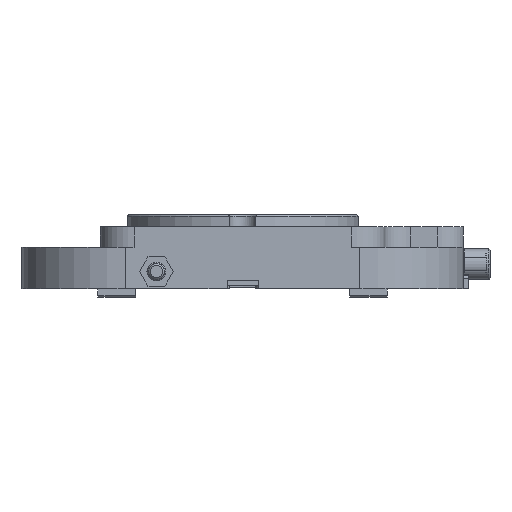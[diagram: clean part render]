
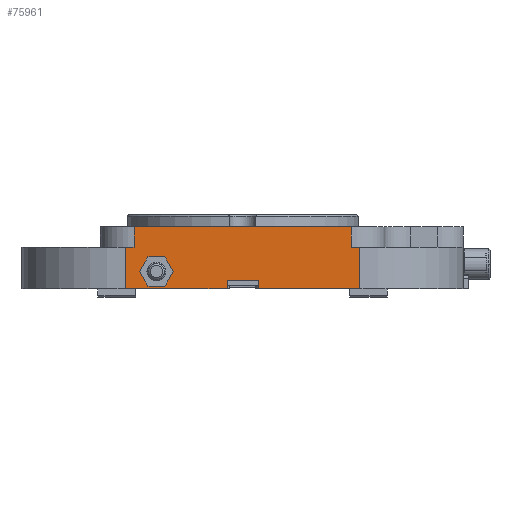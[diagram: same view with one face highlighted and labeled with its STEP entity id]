
A CAD part, front view. The second image highlights one B-rep face of the part: STEP entity #75961.
In plain terms, the highlighted planar face has unit normal (0, -1, 0).
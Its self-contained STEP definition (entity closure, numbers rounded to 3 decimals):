
#6237=LINE('',#138829,#11984);
#6274=LINE('',#138920,#12021);
#6279=LINE('',#138938,#12026);
#6280=LINE('',#138940,#12027);
#6295=LINE('',#138998,#12042);
#6437=LINE('',#139418,#12184);
#6438=LINE('',#139420,#12185);
#6439=LINE('',#139422,#12186);
#6440=LINE('',#139423,#12187);
#6441=LINE('',#139424,#12188);
#6442=LINE('',#139425,#12189);
#6443=LINE('',#139426,#12190);
#6444=LINE('',#139429,#12191);
#6445=LINE('',#139431,#12192);
#6446=LINE('',#139433,#12193);
#6447=LINE('',#139435,#12194);
#6448=LINE('',#139437,#12195);
#6449=LINE('',#139438,#12196);
#11984=VECTOR('',#93645,10.);
#12021=VECTOR('',#93748,10.);
#12026=VECTOR('',#93767,10.);
#12027=VECTOR('',#93770,10.);
#12042=VECTOR('',#93819,10.);
#12184=VECTOR('',#94251,10.);
#12185=VECTOR('',#94252,10.);
#12186=VECTOR('',#94253,10.);
#12187=VECTOR('',#94254,10.);
#12188=VECTOR('',#94255,10.);
#12189=VECTOR('',#94256,10.);
#12190=VECTOR('',#94257,10.);
#12191=VECTOR('',#94258,10.);
#12192=VECTOR('',#94259,10.);
#12193=VECTOR('',#94260,10.);
#12194=VECTOR('',#94261,10.);
#12195=VECTOR('',#94262,10.);
#12196=VECTOR('',#94263,10.);
#17383=PLANE('',#80571);
#18630=FACE_BOUND('',#27430,.T.);
#22444=FACE_OUTER_BOUND('',#27429,.T.);
#27429=EDGE_LOOP('',(#64085,#64086,#64087,#64088,#64089,#64090,#64091,#64092,
#64093,#64094,#64095,#64096));
#27430=EDGE_LOOP('',(#64097,#64098,#64099,#64100,#64101,#64102));
#36038=VERTEX_POINT('',#138826);
#36039=VERTEX_POINT('',#138828);
#36059=VERTEX_POINT('',#138916);
#36060=VERTEX_POINT('',#138918);
#36065=VERTEX_POINT('',#138934);
#36066=VERTEX_POINT('',#138936);
#36090=VERTEX_POINT('',#138994);
#36092=VERTEX_POINT('',#138997);
#36224=VERTEX_POINT('',#139416);
#36225=VERTEX_POINT('',#139417);
#36226=VERTEX_POINT('',#139419);
#36227=VERTEX_POINT('',#139421);
#36228=VERTEX_POINT('',#139427);
#36229=VERTEX_POINT('',#139428);
#36230=VERTEX_POINT('',#139430);
#36231=VERTEX_POINT('',#139432);
#36232=VERTEX_POINT('',#139434);
#36233=VERTEX_POINT('',#139436);
#45611=EDGE_CURVE('',#36038,#36039,#6237,.T.);
#45657=EDGE_CURVE('',#36060,#36059,#6274,.T.);
#45666=EDGE_CURVE('',#36066,#36065,#6279,.T.);
#45667=EDGE_CURVE('',#36066,#36059,#6280,.T.);
#45695=EDGE_CURVE('',#36092,#36090,#6295,.T.);
#45903=EDGE_CURVE('',#36224,#36225,#6437,.T.);
#45904=EDGE_CURVE('',#36225,#36226,#6438,.T.);
#45905=EDGE_CURVE('',#36226,#36227,#6439,.T.);
#45906=EDGE_CURVE('',#36039,#36227,#6440,.T.);
#45907=EDGE_CURVE('',#36038,#36092,#6441,.T.);
#45908=EDGE_CURVE('',#36065,#36090,#6442,.T.);
#45909=EDGE_CURVE('',#36224,#36060,#6443,.T.);
#45910=EDGE_CURVE('',#36228,#36229,#6444,.T.);
#45911=EDGE_CURVE('',#36229,#36230,#6445,.T.);
#45912=EDGE_CURVE('',#36230,#36231,#6446,.T.);
#45913=EDGE_CURVE('',#36231,#36232,#6447,.T.);
#45914=EDGE_CURVE('',#36232,#36233,#6448,.T.);
#45915=EDGE_CURVE('',#36233,#36228,#6449,.T.);
#64085=ORIENTED_EDGE('',*,*,#45903,.T.);
#64086=ORIENTED_EDGE('',*,*,#45904,.T.);
#64087=ORIENTED_EDGE('',*,*,#45905,.T.);
#64088=ORIENTED_EDGE('',*,*,#45906,.F.);
#64089=ORIENTED_EDGE('',*,*,#45611,.F.);
#64090=ORIENTED_EDGE('',*,*,#45907,.T.);
#64091=ORIENTED_EDGE('',*,*,#45695,.T.);
#64092=ORIENTED_EDGE('',*,*,#45908,.F.);
#64093=ORIENTED_EDGE('',*,*,#45666,.F.);
#64094=ORIENTED_EDGE('',*,*,#45667,.T.);
#64095=ORIENTED_EDGE('',*,*,#45657,.F.);
#64096=ORIENTED_EDGE('',*,*,#45909,.F.);
#64097=ORIENTED_EDGE('',*,*,#45910,.T.);
#64098=ORIENTED_EDGE('',*,*,#45911,.T.);
#64099=ORIENTED_EDGE('',*,*,#45912,.T.);
#64100=ORIENTED_EDGE('',*,*,#45913,.T.);
#64101=ORIENTED_EDGE('',*,*,#45914,.T.);
#64102=ORIENTED_EDGE('',*,*,#45915,.T.);
#75961=ADVANCED_FACE('',(#22444,#18630),#17383,.T.);
#80571=AXIS2_PLACEMENT_3D('',#139415,#94249,#94250);
#93645=DIRECTION('',(0.,0.,-1.));
#93748=DIRECTION('',(0.,0.,1.));
#93767=DIRECTION('',(0.,0.,1.));
#93770=DIRECTION('',(-1.,0.,0.));
#93819=DIRECTION('',(0.,0.,1.));
#94249=DIRECTION('center_axis',(0.,-1.,0.));
#94250=DIRECTION('ref_axis',(1.,0.,0.));
#94251=DIRECTION('',(0.,0.,1.));
#94252=DIRECTION('',(1.,0.,0.));
#94253=DIRECTION('',(0.,0.,-1.));
#94254=DIRECTION('',(-1.,0.,0.));
#94255=DIRECTION('',(-1.,0.,0.));
#94256=DIRECTION('',(1.,0.,0.));
#94257=DIRECTION('',(-1.,0.,0.));
#94258=DIRECTION('',(-1.,0.,0.));
#94259=DIRECTION('',(-0.5,0.,0.866));
#94260=DIRECTION('',(0.5,0.,0.866));
#94261=DIRECTION('',(1.,0.,0.));
#94262=DIRECTION('',(0.5,0.,-0.866));
#94263=DIRECTION('',(-0.5,0.,-0.866));
#138826=CARTESIAN_POINT('',(68.,-200.,24.));
#138828=CARTESIAN_POINT('',(68.,-200.,0.));
#138829=CARTESIAN_POINT('',(68.,-200.,0.));
#138916=CARTESIAN_POINT('',(-68.,-200.,24.));
#138918=CARTESIAN_POINT('',(-68.,-200.,0.));
#138920=CARTESIAN_POINT('',(-68.,-200.,0.));
#138934=CARTESIAN_POINT('',(-63.,-200.,36.));
#138936=CARTESIAN_POINT('',(-63.,-200.,24.));
#138938=CARTESIAN_POINT('',(-63.,-200.,36.));
#138940=CARTESIAN_POINT('',(-64.,-200.,24.));
#138994=CARTESIAN_POINT('',(63.,-200.,36.));
#138997=CARTESIAN_POINT('',(63.,-200.,24.));
#138998=CARTESIAN_POINT('',(63.,-200.,36.));
#139415=CARTESIAN_POINT('Origin',(-128.,-200.,0.));
#139416=CARTESIAN_POINT('',(-9.,-200.,0.));
#139417=CARTESIAN_POINT('',(-9.,-200.,5.));
#139418=CARTESIAN_POINT('',(-9.,-200.,0.));
#139419=CARTESIAN_POINT('',(9.,-200.,5.));
#139420=CARTESIAN_POINT('',(-64.,-200.,5.));
#139421=CARTESIAN_POINT('',(9.,-200.,0.));
#139422=CARTESIAN_POINT('',(9.,-200.,0.));
#139423=CARTESIAN_POINT('',(128.,-200.,0.));
#139424=CARTESIAN_POINT('',(-64.,-200.,24.));
#139425=CARTESIAN_POINT('',(128.,-200.,36.));
#139426=CARTESIAN_POINT('',(128.,-200.,0.));
#139427=CARTESIAN_POINT('',(-45.093,-200.,1.5));
#139428=CARTESIAN_POINT('',(-54.907,-200.,1.5));
#139429=CARTESIAN_POINT('',(-91.454,-200.,1.5));
#139430=CARTESIAN_POINT('',(-59.815,-200.,10.));
#139431=CARTESIAN_POINT('',(-66.173,-200.,21.012));
#139432=CARTESIAN_POINT('',(-54.907,-200.,18.5));
#139433=CARTESIAN_POINT('',(-68.049,-200.,-4.262));
#139434=CARTESIAN_POINT('',(-45.093,-200.,18.5));
#139435=CARTESIAN_POINT('',(-86.546,-200.,18.5));
#139436=CARTESIAN_POINT('',(-40.185,-200.,10.));
#139437=CARTESIAN_POINT('',(-48.997,-200.,25.262));
#139438=CARTESIAN_POINT('',(-55.781,-200.,-17.012));
